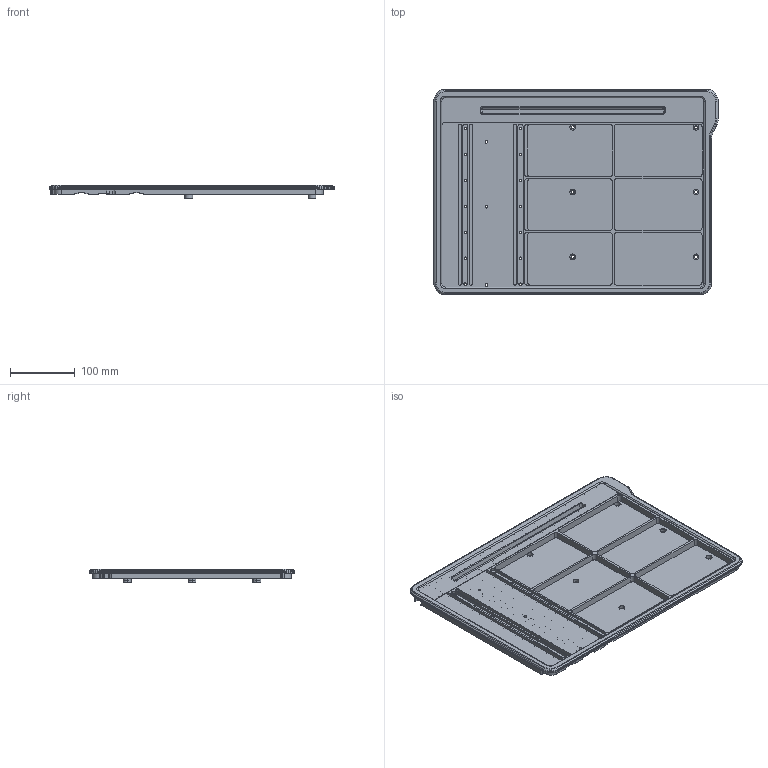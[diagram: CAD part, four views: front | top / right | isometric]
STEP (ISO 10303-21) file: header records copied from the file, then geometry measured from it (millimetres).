
FILE_DESCRIPTION (( 'STEP AP203' ), '1' );
FILE_NAME ('SA090-1301-31_Upper tray_A.STEP', '2022-02-17T16:36:53', ( '' ), ( '' ), 'SwSTEP 2.0', 'SolidWorks 2018', '' );
FILE_SCHEMA (( 'CONFIG_CONTROL_DESIGN' ));
Length unit declared in the file: millimetre
Products named in the file (1): SA090-1301-31_Upper tray_A
Bounding box: 438.5 x 317 x 21.37 mm (x, y, z)
Volume: 541309.4 mm3; surface area: 397430.1 mm2
Topology: 1 solids, 1 shells, 544 faces, 1442 edges, 930 vertices
Faces by surface type: cylinder 276, plane 222, torus 22, cone 12, bspline 12
Entity records: 17561 total; most frequent: CARTESIAN_POINT 3499, DIRECTION 3048, ORIENTED_EDGE 2876, EDGE_CURVE 1438, AXIS2_PLACEMENT_3D 1109, VERTEX_POINT 930, VECTOR 830, LINE 830
